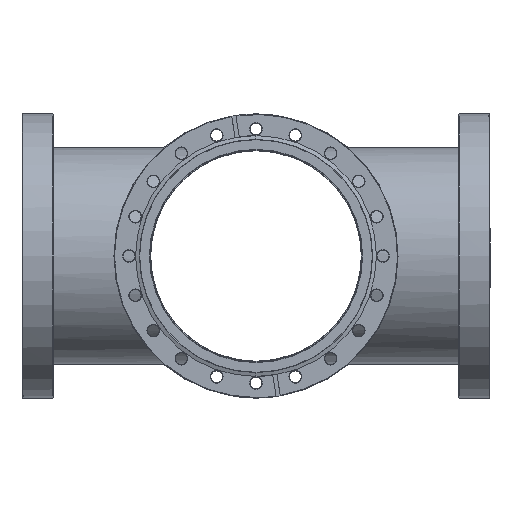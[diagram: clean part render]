
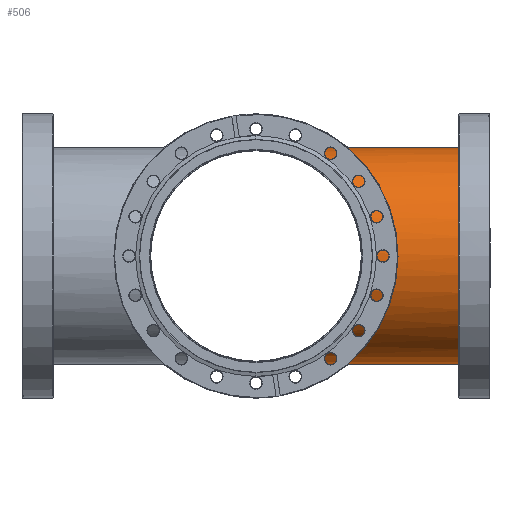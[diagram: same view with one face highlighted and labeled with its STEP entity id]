
A CAD part, front view. The second image highlights one B-rep face of the part: STEP entity #506.
In plain terms, the highlighted cylindrical face has radius 77 mm (diameter 154 mm), a partial arc.
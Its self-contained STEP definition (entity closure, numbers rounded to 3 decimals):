
#169 = ORIENTED_EDGE ( 'NONE', *, *, #785, .F. ) ;
#350 = CARTESIAN_POINT ( 'NONE',  ( 154., 0., 0. ) ) ;
#506 = ADVANCED_FACE ( 'NONE', ( #772 ), #3634, .T. ) ;
#754 = DIRECTION ( 'NONE',  ( 0., 0., -1. ) ) ;
#772 = FACE_OUTER_BOUND ( 'NONE', #3722, .T. ) ;
#784 = LINE ( 'NONE', #1564, #4682 ) ;
#785 = EDGE_CURVE ( 'NONE', #3811, #2475, #2745, .T. ) ;
#815 = AXIS2_PLACEMENT_3D ( 'NONE', #4544, #4157, #4225 ) ;
#1564 = CARTESIAN_POINT ( 'NONE',  ( 154., 0., -77. ) ) ;
#1568 = VERTEX_POINT ( 'NONE', #2419 ) ;
#1808 = ORIENTED_EDGE ( 'NONE', *, *, #4304, .F. ) ;
#2322 = DIRECTION ( 'NONE',  ( -1., 0., 0. ) ) ;
#2419 = CARTESIAN_POINT ( 'NONE',  ( 154., 0., 77. ) ) ;
#2475 = VERTEX_POINT ( 'NONE', #3064 ) ;
#2515 = EDGE_CURVE ( 'NONE', #1568, #4627, #3984, .T. ) ;
#2745 =( BOUNDED_CURVE ( )  B_SPLINE_CURVE ( 3, ( #4563, #4584, #4654, #4287 ),
 .UNSPECIFIED., .F., .T. ) 
 B_SPLINE_CURVE_WITH_KNOTS ( ( 4, 4 ),
 ( 1.571, 4.712 ),
 .UNSPECIFIED. ) 
 CURVE ( )  GEOMETRIC_REPRESENTATION_ITEM ( )  RATIONAL_B_SPLINE_CURVE ( ( 1., 0.333, 0.333, 1. ) ) 
 REPRESENTATION_ITEM ( '' )  );
#2948 = ORIENTED_EDGE ( 'NONE', *, *, #2515, .F. ) ;
#3064 = CARTESIAN_POINT ( 'NONE',  ( 0., 0., 77. ) ) ;
#3071 = DIRECTION ( 'NONE',  ( -1., 0., 0. ) ) ;
#3095 = DIRECTION ( 'NONE',  ( 1., 0., 0. ) ) ;
#3510 = EDGE_CURVE ( 'NONE', #1568, #2475, #4081, .T. ) ;
#3634 = CYLINDRICAL_SURFACE ( 'NONE', #815, 77. ) ;
#3722 = EDGE_LOOP ( 'NONE', ( #1808, #2948, #4089, #169 ) ) ;
#3811 = VERTEX_POINT ( 'NONE', #4307 ) ;
#3866 = AXIS2_PLACEMENT_3D ( 'NONE', #350, #3095, #754 ) ;
#3984 = CIRCLE ( 'NONE', #3866, 77. ) ;
#4081 = LINE ( 'NONE', #4611, #4886 ) ;
#4089 = ORIENTED_EDGE ( 'NONE', *, *, #3510, .T. ) ;
#4157 = DIRECTION ( 'NONE',  ( -1., 0., 0. ) ) ;
#4225 = DIRECTION ( 'NONE',  ( 0., 0., 1. ) ) ;
#4287 = CARTESIAN_POINT ( 'NONE',  ( 0., 0., 77. ) ) ;
#4304 = EDGE_CURVE ( 'NONE', #4627, #3811, #784, .T. ) ;
#4307 = CARTESIAN_POINT ( 'NONE',  ( 0., 0., -77. ) ) ;
#4502 = CARTESIAN_POINT ( 'NONE',  ( 154., 0., -77. ) ) ;
#4544 = CARTESIAN_POINT ( 'NONE',  ( 154., 0., 0. ) ) ;
#4563 = CARTESIAN_POINT ( 'NONE',  ( 0., 0., -77. ) ) ;
#4584 = CARTESIAN_POINT ( 'NONE',  ( 154., -154., -77. ) ) ;
#4611 = CARTESIAN_POINT ( 'NONE',  ( 154., 0., 77. ) ) ;
#4627 = VERTEX_POINT ( 'NONE', #4502 ) ;
#4654 = CARTESIAN_POINT ( 'NONE',  ( 154., -154., 77. ) ) ;
#4682 = VECTOR ( 'NONE', #2322, 1000. ) ;
#4886 = VECTOR ( 'NONE', #3071, 1000. ) ;
